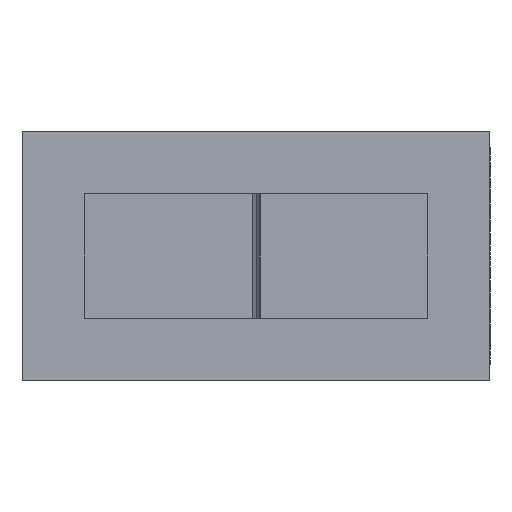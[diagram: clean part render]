
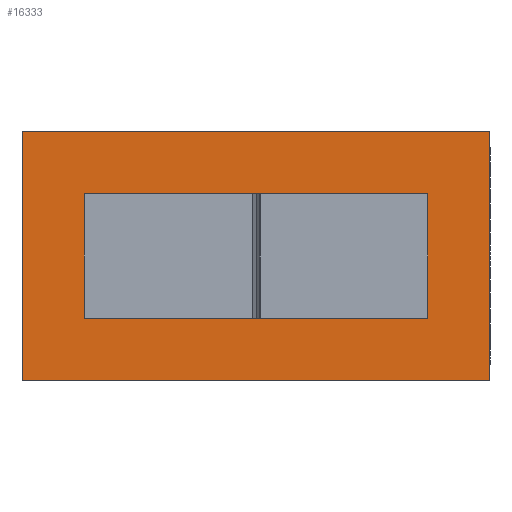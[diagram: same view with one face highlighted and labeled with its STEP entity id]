
A CAD part, front view. The second image highlights one B-rep face of the part: STEP entity #16333.
In plain terms, the highlighted planar face has unit normal (0, -1, 0).
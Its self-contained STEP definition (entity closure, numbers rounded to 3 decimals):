
#487 = FACE_BOUND ( 'NONE', #13003, .T. ) ;
#695 = VERTEX_POINT ( 'NONE', #28841 ) ;
#2270 = CARTESIAN_POINT ( 'NONE',  ( 750., 0., -400. ) ) ;
#3050 = VECTOR ( 'NONE', #26130, 1000. ) ;
#4823 = EDGE_LOOP ( 'NONE', ( #34287, #17868, #8623, #8151 ) ) ;
#5217 = VERTEX_POINT ( 'NONE', #22055 ) ;
#5226 = CARTESIAN_POINT ( 'NONE',  ( -750., 0., 400. ) ) ;
#5234 = VERTEX_POINT ( 'NONE', #34063 ) ;
#5546 = LINE ( 'NONE', #24163, #24251 ) ;
#5905 = CARTESIAN_POINT ( 'NONE',  ( -750., 0., -400. ) ) ;
#6514 = VECTOR ( 'NONE', #29321, 1000. ) ;
#7034 = FACE_OUTER_BOUND ( 'NONE', #4823, .T. ) ;
#7275 = DIRECTION ( 'NONE',  ( 0., -1., 0. ) ) ;
#7363 = EDGE_CURVE ( 'NONE', #9199, #5234, #14490, .T. ) ;
#7484 = CARTESIAN_POINT ( 'NONE',  ( -550., 0., -200. ) ) ;
#8151 = ORIENTED_EDGE ( 'NONE', *, *, #12876, .T. ) ;
#8422 = EDGE_CURVE ( 'NONE', #27275, #13342, #29741, .T. ) ;
#8623 = ORIENTED_EDGE ( 'NONE', *, *, #19915, .T. ) ;
#8795 = EDGE_CURVE ( 'NONE', #13342, #695, #25542, .T. ) ;
#8909 = ORIENTED_EDGE ( 'NONE', *, *, #35938, .T. ) ;
#9199 = VERTEX_POINT ( 'NONE', #17381 ) ;
#10358 = VECTOR ( 'NONE', #33935, 1000. ) ;
#11446 = DIRECTION ( 'NONE',  ( 0., 0., -1. ) ) ;
#12272 = DIRECTION ( 'NONE',  ( 1., 0., 0. ) ) ;
#12876 = EDGE_CURVE ( 'NONE', #30682, #35189, #16166, .T. ) ;
#13003 = EDGE_LOOP ( 'NONE', ( #13065, #20214, #8909, #15402 ) ) ;
#13065 = ORIENTED_EDGE ( 'NONE', *, *, #8795, .T. ) ;
#13342 = VERTEX_POINT ( 'NONE', #22613 ) ;
#13778 = CARTESIAN_POINT ( 'NONE',  ( 550., 0., 200. ) ) ;
#14490 = LINE ( 'NONE', #5905, #6514 ) ;
#14698 = CARTESIAN_POINT ( 'NONE',  ( 550., 0., -200. ) ) ;
#14821 = VECTOR ( 'NONE', #17078, 1000. ) ;
#15402 = ORIENTED_EDGE ( 'NONE', *, *, #8422, .T. ) ;
#16166 = LINE ( 'NONE', #2270, #21714 ) ;
#16167 = LINE ( 'NONE', #5226, #3050 ) ;
#16333 = ADVANCED_FACE ( 'NONE', ( #487, #7034 ), #28039, .T. ) ;
#17078 = DIRECTION ( 'NONE',  ( -1., 0., 0. ) ) ;
#17381 = CARTESIAN_POINT ( 'NONE',  ( -750., 0., -400. ) ) ;
#17868 = ORIENTED_EDGE ( 'NONE', *, *, #7363, .F. ) ;
#18314 = LINE ( 'NONE', #28554, #10358 ) ;
#19013 = DIRECTION ( 'NONE',  ( 0., 0., 1. ) ) ;
#19118 = EDGE_CURVE ( 'NONE', #695, #5217, #18314, .T. ) ;
#19915 = EDGE_CURVE ( 'NONE', #9199, #30682, #5546, .T. ) ;
#20214 = ORIENTED_EDGE ( 'NONE', *, *, #19118, .T. ) ;
#20845 = VECTOR ( 'NONE', #37767, 1000. ) ;
#21714 = VECTOR ( 'NONE', #25784, 1000. ) ;
#22055 = CARTESIAN_POINT ( 'NONE',  ( 550., 0., 200. ) ) ;
#22510 = CARTESIAN_POINT ( 'NONE',  ( 750., 0., 400. ) ) ;
#22613 = CARTESIAN_POINT ( 'NONE',  ( -550., 0., -200. ) ) ;
#23667 = LINE ( 'NONE', #13778, #20845 ) ;
#24163 = CARTESIAN_POINT ( 'NONE',  ( -750., 0., -400. ) ) ;
#24251 = VECTOR ( 'NONE', #12272, 1000. ) ;
#25542 = LINE ( 'NONE', #7484, #33943 ) ;
#25784 = DIRECTION ( 'NONE',  ( 0., 0., 1. ) ) ;
#26130 = DIRECTION ( 'NONE',  ( 1., 0., 0. ) ) ;
#27275 = VERTEX_POINT ( 'NONE', #29210 ) ;
#28039 = PLANE ( 'NONE',  #30600 ) ;
#28554 = CARTESIAN_POINT ( 'NONE',  ( -550., 0., 200. ) ) ;
#28841 = CARTESIAN_POINT ( 'NONE',  ( -550., 0., 200. ) ) ;
#29210 = CARTESIAN_POINT ( 'NONE',  ( 550., 0., -200. ) ) ;
#29321 = DIRECTION ( 'NONE',  ( 0., 0., 1. ) ) ;
#29357 = CARTESIAN_POINT ( 'NONE',  ( 750., 0., -400. ) ) ;
#29741 = LINE ( 'NONE', #14698, #14821 ) ;
#29886 = EDGE_CURVE ( 'NONE', #5234, #35189, #16167, .T. ) ;
#30600 = AXIS2_PLACEMENT_3D ( 'NONE', #31053, #7275, #11446 ) ;
#30682 = VERTEX_POINT ( 'NONE', #29357 ) ;
#31053 = CARTESIAN_POINT ( 'NONE',  ( -750., 0., -400. ) ) ;
#33935 = DIRECTION ( 'NONE',  ( 1., 0., 0. ) ) ;
#33943 = VECTOR ( 'NONE', #19013, 1000. ) ;
#34063 = CARTESIAN_POINT ( 'NONE',  ( -750., 0., 400. ) ) ;
#34287 = ORIENTED_EDGE ( 'NONE', *, *, #29886, .F. ) ;
#35189 = VERTEX_POINT ( 'NONE', #22510 ) ;
#35938 = EDGE_CURVE ( 'NONE', #5217, #27275, #23667, .T. ) ;
#37767 = DIRECTION ( 'NONE',  ( 0., 0., -1. ) ) ;
